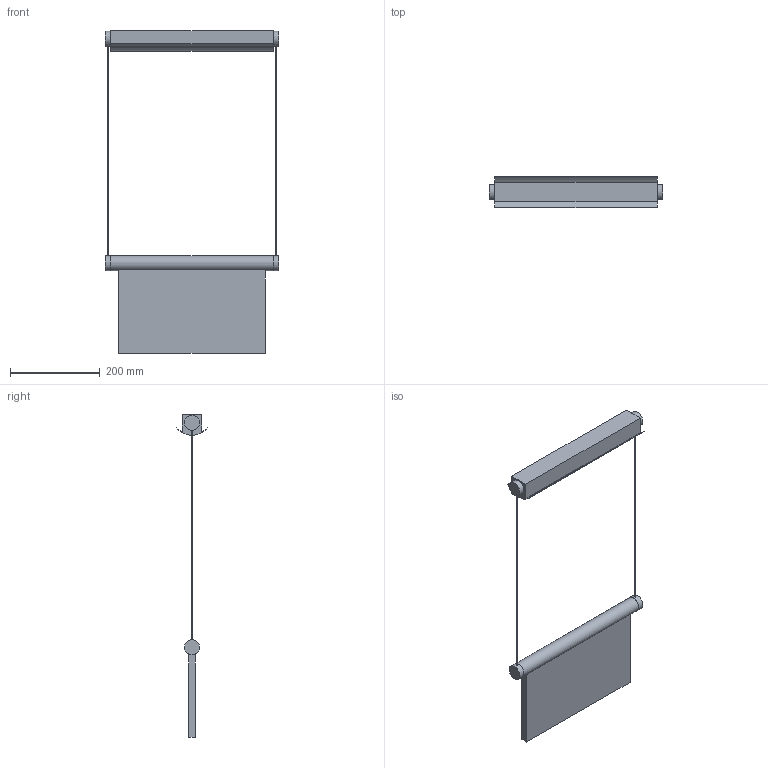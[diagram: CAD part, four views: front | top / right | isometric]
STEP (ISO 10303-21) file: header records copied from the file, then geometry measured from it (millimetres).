
FILE_DESCRIPTION(/* description */ ('Unknown'),/* implementation_level */ '2;1');
FILE_NAME(/* name */ 'SNP 1118 S LED 24V',/* time_stamp */ '2018-09-24T08:32:54+02:00',/* author */ ('Unknown'),/* organization */ ('Unknown'),/* preprocessor_version */ 'ST-DEVELOPER v16.7',/* originating_system */ 'DEX',/* authorisation */ $);
FILE_SCHEMA (('AUTOMOTIVE_DESIGN {1 0 10303 214 3 1 1}'));
Length unit declared in the file: millimetre
Products named in the file (1): SNP 1118 D LED 24V
Bounding box: 387 x 70.59 x 718.5 mm (x, y, z)
Volume: 1968196.3 mm3; surface area: 265211.7 mm2
Topology: 1 solids, 1 shells, 28 faces, 58 edges, 39 vertices
Faces by surface type: plane 18, cylinder 10
Full cylindrical faces by diameter (mm): 1.5 x2, 33 x1, 33.7 x4
Entity records: 770 total; most frequent: CARTESIAN_POINT 157, DIRECTION 122, ORIENTED_EDGE 100, EDGE_CURVE 50, AXIS2_PLACEMENT_3D 47, EDGE_LOOP 44, FACE_BOUND 44, VERTEX_POINT 38
